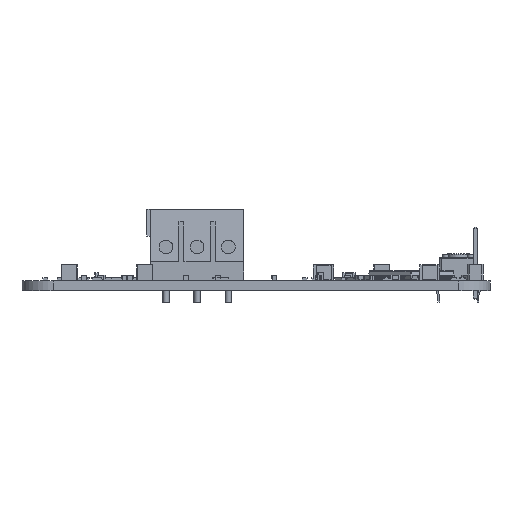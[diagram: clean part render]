
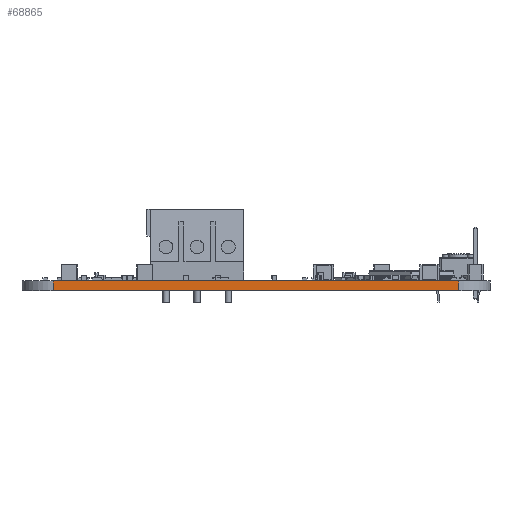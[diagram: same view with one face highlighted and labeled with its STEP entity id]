
A CAD part, left-side view. The second image highlights one B-rep face of the part: STEP entity #68865.
In plain terms, the highlighted planar face has unit normal (-1, 0, 0).
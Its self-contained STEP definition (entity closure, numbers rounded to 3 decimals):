
#67016 = VERTEX_POINT('',#67017);
#67017 = CARTESIAN_POINT('',(71.,-155.,0.));
#67024 = EDGE_CURVE('',#67025,#67016,#67027,.T.);
#67025 = VERTEX_POINT('',#67026);
#67026 = CARTESIAN_POINT('',(71.,-220.,0.));
#67027 = LINE('',#67028,#67029);
#67028 = CARTESIAN_POINT('',(71.,-220.,0.));
#67029 = VECTOR('',#67030,1.);
#67030 = DIRECTION('',(0.,1.,0.));
#67927 = VERTEX_POINT('',#67928);
#67928 = CARTESIAN_POINT('',(71.,-155.,1.555));
#67935 = EDGE_CURVE('',#67936,#67927,#67938,.T.);
#67936 = VERTEX_POINT('',#67937);
#67937 = CARTESIAN_POINT('',(71.,-220.,1.555));
#67938 = LINE('',#67939,#67940);
#67939 = CARTESIAN_POINT('',(71.,-220.,1.555));
#67940 = VECTOR('',#67941,1.);
#67941 = DIRECTION('',(0.,1.,0.));
#68835 = EDGE_CURVE('',#67016,#67927,#68836,.T.);
#68836 = LINE('',#68837,#68838);
#68837 = CARTESIAN_POINT('',(71.,-155.,0.));
#68838 = VECTOR('',#68839,1.);
#68839 = DIRECTION('',(0.,0.,1.));
#68865 = ADVANCED_FACE('',(#68866),#68877,.T.);
#68866 = FACE_BOUND('',#68867,.T.);
#68867 = EDGE_LOOP('',(#68868,#68874,#68875,#68876));
#68868 = ORIENTED_EDGE('',*,*,#68869,.T.);
#68869 = EDGE_CURVE('',#67025,#67936,#68870,.T.);
#68870 = LINE('',#68871,#68872);
#68871 = CARTESIAN_POINT('',(71.,-220.,0.));
#68872 = VECTOR('',#68873,1.);
#68873 = DIRECTION('',(0.,0.,1.));
#68874 = ORIENTED_EDGE('',*,*,#67935,.T.);
#68875 = ORIENTED_EDGE('',*,*,#68835,.F.);
#68876 = ORIENTED_EDGE('',*,*,#67024,.F.);
#68877 = PLANE('',#68878);
#68878 = AXIS2_PLACEMENT_3D('',#68879,#68880,#68881);
#68879 = CARTESIAN_POINT('',(71.,-220.,0.));
#68880 = DIRECTION('',(-1.,0.,0.));
#68881 = DIRECTION('',(0.,1.,0.));
